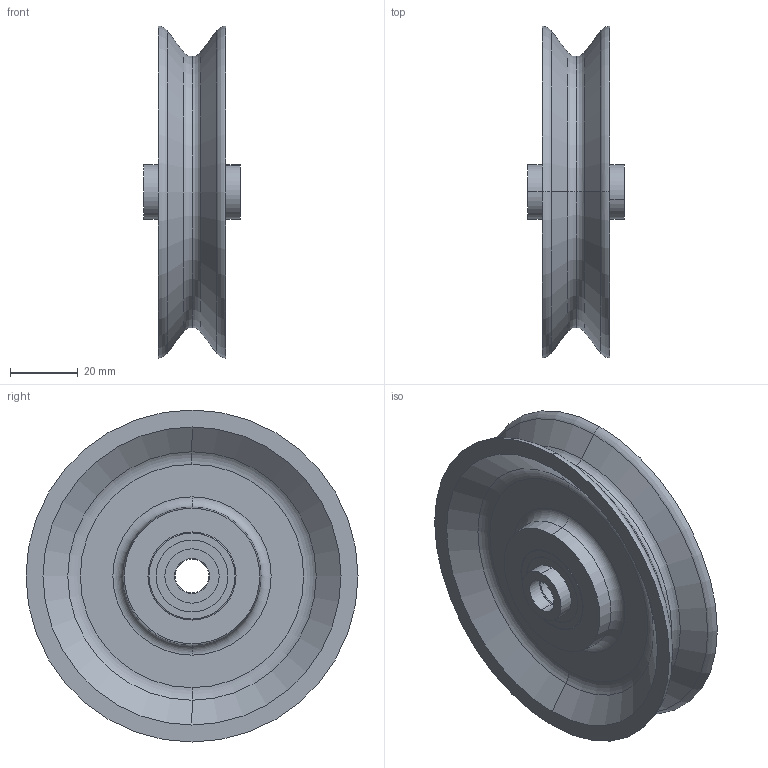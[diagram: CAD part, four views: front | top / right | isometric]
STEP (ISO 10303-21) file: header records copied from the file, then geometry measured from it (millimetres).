
FILE_DESCRIPTION (( 'STEP AP214' ), '1' );
FILE_NAME ('0023799_SEK-098_(A-01).step', '2019-05-24T09:01:07', ( '' ), ( '' ), 'SwSTEP 2.0', 'SolidWorks 2018', '' );
FILE_SCHEMA (( 'AUTOMOTIVE_DESIGN' ));
Length unit declared in the file: millimetre
Products named in the file (1): 0023799_SEK-098_(A-01)
Bounding box: 28.5 x 98 x 98 mm (x, y, z)
Volume: 72625.2 mm3; surface area: 35655.4 mm2
Topology: 13 solids, 13 shells, 146 faces, 292 edges, 174 vertices
Faces by surface type: cylinder 54, torus 52, plane 28, cone 12
Entity records: 5646 total; most frequent: DIRECTION 812, CARTESIAN_POINT 613, ORIENTED_EDGE 584, AXIS2_PLACEMENT_3D 373, EDGE_CURVE 292, CIRCLE 226, EDGE_LOOP 174, VERTEX_POINT 174
